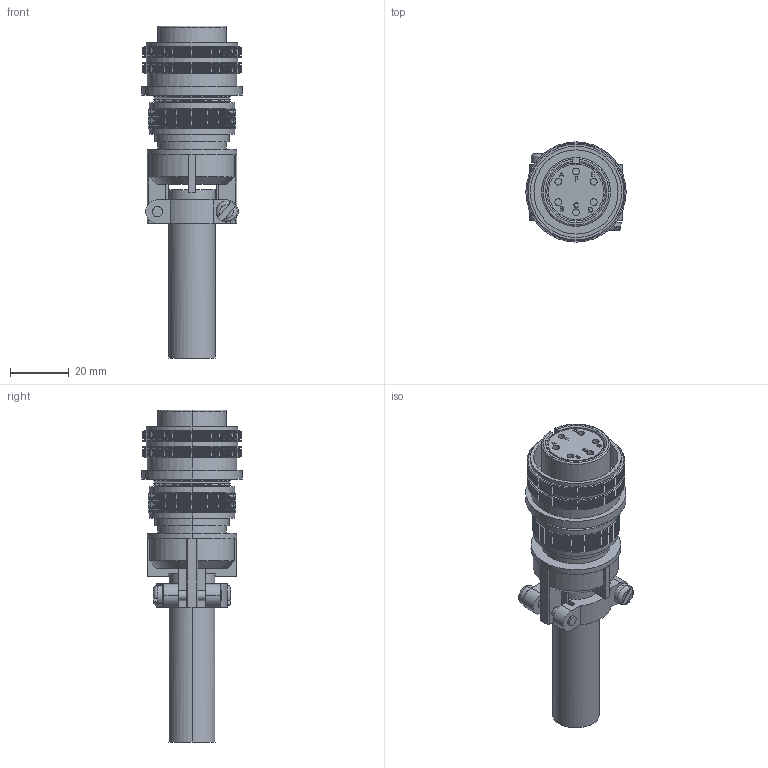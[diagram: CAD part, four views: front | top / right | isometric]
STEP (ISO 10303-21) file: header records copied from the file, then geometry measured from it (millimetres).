
FILE_DESCRIPTION (( 'STEP AP203' ), '1' );
FILE_NAME ('A0126-1-CN.STEP', '2013-11-06T14:15:56', ( '' ), ( '' ), 'SwSTEP 2.0', 'SolidWorks 2012', '' );
FILE_SCHEMA (( 'CONFIG_CONTROL_DESIGN' ));
Length unit declared in the file: inch
Products named in the file (1): A0126-1-CN
Bounding box: 34.04 x 34.04 x 112.7 mm (x, y, z)
Volume: 39128.3 mm3; surface area: 20412 mm2
Topology: 1 solids, 1 shells, 467 faces, 1105 edges, 676 vertices
Faces by surface type: cone 170, plane 169, cylinder 91, bspline 25, torus 12
Entity records: 14942 total; most frequent: CARTESIAN_POINT 4002, DIRECTION 2327, ORIENTED_EDGE 2210, EDGE_CURVE 1105, AXIS2_PLACEMENT_3D 849, VERTEX_POINT 676, LINE 629, VECTOR 629
